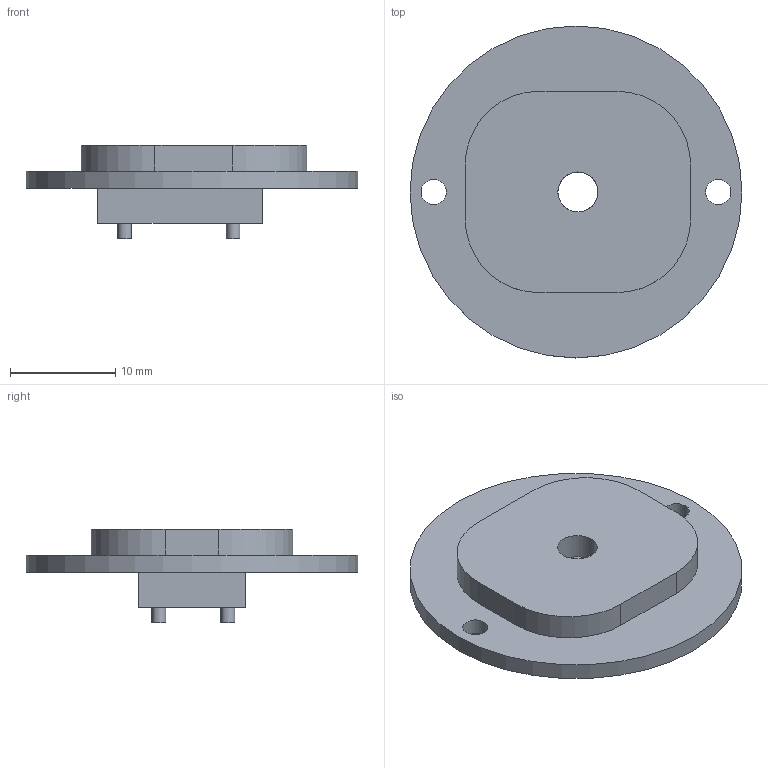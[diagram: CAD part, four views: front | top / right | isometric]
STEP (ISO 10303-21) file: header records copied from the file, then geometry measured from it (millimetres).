
FILE_DESCRIPTION(('STEP AP214'),'1');
FILE_NAME('PMW3360.stp','2024-01-30T09:06:06',(' '),(' '),'Spatial InterOp 3D',' ',' ');
FILE_SCHEMA(('AUTOMOTIVE_DESIGN { 1 0 10303 214 1 1 1 1 }'));
Length unit declared in the file: metre
Products named in the file (1): Sensor
Bounding box: 31.5 x 31.5 x 8.85 mm (x, y, z)
Volume: 2400.2 mm3; surface area: 2974.6 mm2
Topology: 3 solids, 3 shells, 31 faces, 69 edges, 46 vertices
Faces by surface type: plane 20, cylinder 11
Full cylindrical faces by diameter (mm): 1.3 x2, 2.4 x2, 3.8 x2, 31.5 x1
Entity records: 1146 total; most frequent: DIRECTION 152, CARTESIAN_POINT 142, ORIENTED_EDGE 124, EDGE_CURVE 62, AXIS2_PLACEMENT_3D 56, EDGE_LOOP 50, VERTEX_POINT 46, LINE 40
